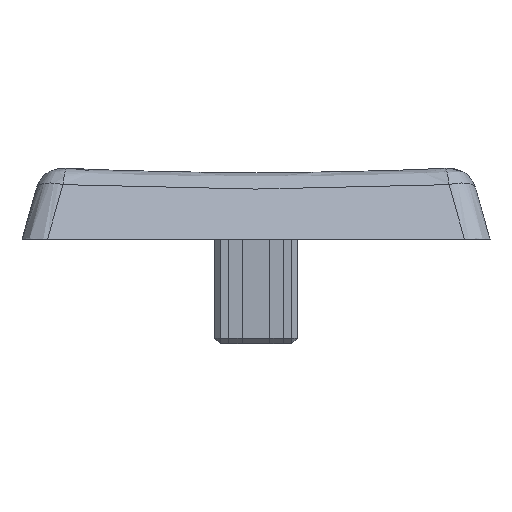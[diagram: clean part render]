
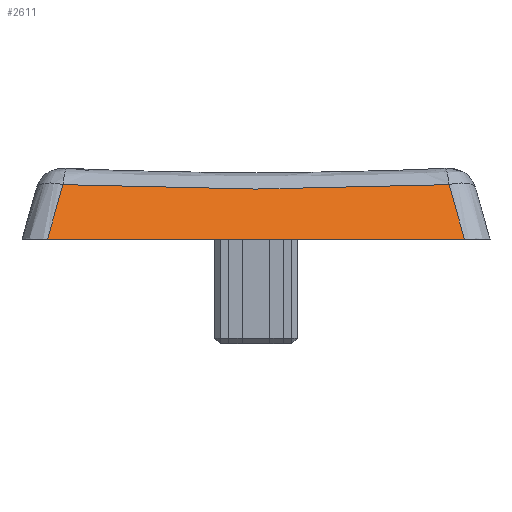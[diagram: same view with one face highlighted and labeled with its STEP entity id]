
A CAD part, front view. The second image highlights one B-rep face of the part: STEP entity #2611.
In plain terms, the highlighted free-form (B-spline) face has degree [1, 1] with [2, 2] control points.
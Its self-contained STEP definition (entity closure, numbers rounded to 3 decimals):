
#2611 = ADVANCED_FACE('',(#2612),#2695,.T.);
#2612 = FACE_BOUND('',#2613,.T.);
#2613 = EDGE_LOOP('',(#2614,#2629,#2637,#2650));
#2614 = ORIENTED_EDGE('',*,*,#2615,.F.);
#2615 = EDGE_CURVE('',#2616,#2618,#2620,.T.);
#2616 = VERTEX_POINT('',#2617);
#2617 = CARTESIAN_POINT('',(-7.573,-13.,0.));
#2618 = VERTEX_POINT('',#2619);
#2619 = CARTESIAN_POINT('',(-7.012,-12.142,
    1.981));
#2620 = B_SPLINE_CURVE_WITH_KNOTS('',3,(#2621,#2622,#2623,#2624,#2625,
    #2626,#2627,#2628),.UNSPECIFIED.,.F.,.F.,(4,2,2,4),(
    0.026,0.233,3.752,3.959),
  .UNSPECIFIED.);
#2621 = CARTESIAN_POINT('',(-7.625,-13.08,-0.184));
#2622 = CARTESIAN_POINT('',(-7.608,-13.053,-0.122));
#2623 = CARTESIAN_POINT('',(-7.591,-13.027,-0.061));
#2624 = CARTESIAN_POINT('',(-7.278,-12.549,
    1.042));
#2625 = CARTESIAN_POINT('',(-6.983,-12.097,
    2.083));
#2626 = CARTESIAN_POINT('',(-6.671,-11.619,
    3.186));
#2627 = CARTESIAN_POINT('',(-6.653,-11.593,
    3.247));
#2628 = CARTESIAN_POINT('',(-6.636,-11.566,
    3.309));
#2629 = ORIENTED_EDGE('',*,*,#2630,.T.);
#2630 = EDGE_CURVE('',#2616,#2631,#2633,.T.);
#2631 = VERTEX_POINT('',#2632);
#2632 = CARTESIAN_POINT('',(7.573,-13.,0.));
#2633 = LINE('',#2634,#2635);
#2634 = CARTESIAN_POINT('',(-8.5,-13.,0.));
#2635 = VECTOR('',#2636,1.);
#2636 = DIRECTION('',(1.,0.,0.));
#2637 = ORIENTED_EDGE('',*,*,#2638,.T.);
#2638 = EDGE_CURVE('',#2631,#2639,#2641,.T.);
#2639 = VERTEX_POINT('',#2640);
#2640 = CARTESIAN_POINT('',(7.012,-12.142,
    1.981));
#2641 = B_SPLINE_CURVE_WITH_KNOTS('',3,(#2642,#2643,#2644,#2645,#2646,
    #2647,#2648,#2649),.UNSPECIFIED.,.F.,.F.,(4,2,2,4),(
    0.026,0.233,3.752,3.959),
  .UNSPECIFIED.);
#2642 = CARTESIAN_POINT('',(7.625,-13.08,-0.184));
#2643 = CARTESIAN_POINT('',(7.608,-13.053,-0.122));
#2644 = CARTESIAN_POINT('',(7.591,-13.027,-0.061));
#2645 = CARTESIAN_POINT('',(7.278,-12.549,
    1.042));
#2646 = CARTESIAN_POINT('',(6.983,-12.097,
    2.083));
#2647 = CARTESIAN_POINT('',(6.671,-11.619,
    3.186));
#2648 = CARTESIAN_POINT('',(6.653,-11.593,
    3.247));
#2649 = CARTESIAN_POINT('',(6.636,-11.566,
    3.309));
#2650 = ORIENTED_EDGE('',*,*,#2651,.T.);
#2651 = EDGE_CURVE('',#2639,#2618,#2652,.T.);
#2652 = ( BOUNDED_CURVE() B_SPLINE_CURVE(14,(#2653,#2654,#2655,#2656,
    #2657,#2658,#2659,#2660,#2661,#2662,#2663,#2664,#2665,#2666,#2667,
    #2668,#2669,#2670,#2671,#2672,#2673,#2674,#2675,#2676,#2677,#2678,
    #2679,#2680,#2681,#2682,#2683,#2684,#2685,#2686,#2687,#2688,#2689,
    #2690,#2691,#2692,#2693,#2694),.UNSPECIFIED.,.F.,.F.) 
B_SPLINE_CURVE_WITH_KNOTS((15,14,13,15),(-0.121,0.,
13.975,14.096),.UNSPECIFIED.) CURVE() 
GEOMETRIC_REPRESENTATION_ITEM() RATIONAL_B_SPLINE_CURVE((1.,1.,1.,
    1.,1.,1.,1.,1.,
    1.,1.,1.,1.,
    1.,1.,1.,1.,1.,1.,1.,1.,
    1.,1.,1.,1.,1.,1.,
    1.,1.,1.,1.,1.,1.,
    1.,1.,1.,1.,
    1.,1.,1.,1.,
1.,1.)) REPRESENTATION_ITEM('') );
#2653 = CARTESIAN_POINT('',(7.012,-12.142,
    1.981));
#2654 = CARTESIAN_POINT('',(7.001,-12.142,1.98
    ));
#2655 = CARTESIAN_POINT('',(6.99,-12.142,1.979
    ));
#2656 = CARTESIAN_POINT('',(6.98,-12.143,1.979
    ));
#2657 = CARTESIAN_POINT('',(6.969,-12.143,
    1.978));
#2658 = CARTESIAN_POINT('',(6.958,-12.143,1.977
    ));
#2659 = CARTESIAN_POINT('',(6.948,-12.144,
    1.976));
#2660 = CARTESIAN_POINT('',(6.937,-12.144,
    1.976));
#2661 = CARTESIAN_POINT('',(6.926,-12.144,1.975
    ));
#2662 = CARTESIAN_POINT('',(6.916,-12.144,
    1.975));
#2663 = CARTESIAN_POINT('',(6.905,-12.145,
    1.974));
#2664 = CARTESIAN_POINT('',(6.895,-12.145,1.974
    ));
#2665 = CARTESIAN_POINT('',(6.884,-12.145,
    1.973));
#2666 = CARTESIAN_POINT('',(6.874,-12.145,1.973)
  );
#2667 = CARTESIAN_POINT('',(6.864,-12.145,
    1.972));
#2668 = CARTESIAN_POINT('',(5.889,-12.164,
    1.929));
#2669 = CARTESIAN_POINT('',(4.911,-12.18,
    1.892));
#2670 = CARTESIAN_POINT('',(3.932,-12.193,
    1.862));
#2671 = CARTESIAN_POINT('',(2.95,-12.202,
    1.841));
#2672 = CARTESIAN_POINT('',(1.969,-12.212,
    1.818));
#2673 = CARTESIAN_POINT('',(0.982,-12.211,
    1.82));
#2674 = CARTESIAN_POINT('',(0.003,-12.221,
    1.798));
#2675 = CARTESIAN_POINT('',(-0.987,-12.21,
    1.824));
#2676 = CARTESIAN_POINT('',(-1.963,-12.215,
    1.812));
#2677 = CARTESIAN_POINT('',(-2.958,-12.2,
    1.846));
#2678 = CARTESIAN_POINT('',(-3.919,-12.195,
    1.858));
#2679 = CARTESIAN_POINT('',(-4.928,-12.179,
    1.895));
#2680 = CARTESIAN_POINT('',(-5.873,-12.165,
    1.928));
#2681 = CARTESIAN_POINT('',(-6.877,-12.145,
    1.973));
#2682 = CARTESIAN_POINT('',(-6.886,-12.145,
    1.973));
#2683 = CARTESIAN_POINT('',(-6.896,-12.145,
    1.974));
#2684 = CARTESIAN_POINT('',(-6.906,-12.145,
    1.974));
#2685 = CARTESIAN_POINT('',(-6.916,-12.144,
    1.975));
#2686 = CARTESIAN_POINT('',(-6.926,-12.144,
    1.975));
#2687 = CARTESIAN_POINT('',(-6.936,-12.144,
    1.976));
#2688 = CARTESIAN_POINT('',(-6.947,-12.144,
    1.976));
#2689 = CARTESIAN_POINT('',(-6.958,-12.143,
    1.977));
#2690 = CARTESIAN_POINT('',(-6.968,-12.143,
    1.978));
#2691 = CARTESIAN_POINT('',(-6.979,-12.143,
    1.978));
#2692 = CARTESIAN_POINT('',(-6.99,-12.142,
    1.979));
#2693 = CARTESIAN_POINT('',(-7.001,-12.142,
    1.98));
#2694 = CARTESIAN_POINT('',(-7.012,-12.142,
    1.981));
#2695 = B_SPLINE_SURFACE_WITH_KNOTS('',1,1,(
    (#2696,#2697)
    ,(#2698,#2699
    )),.UNSPECIFIED.,.F.,.F.,.F.,(2,2),(2,2),(0.,17.),(0.,1.),
  .PIECEWISE_BEZIER_KNOTS.);
#2696 = CARTESIAN_POINT('',(-8.5,-13.,0.));
#2697 = CARTESIAN_POINT('',(-7.65,-11.7,3.));
#2698 = CARTESIAN_POINT('',(8.5,-13.,0.));
#2699 = CARTESIAN_POINT('',(7.65,-11.7,3.));
